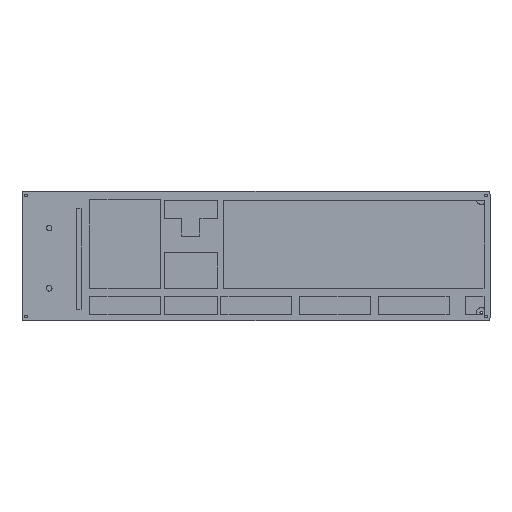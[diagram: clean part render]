
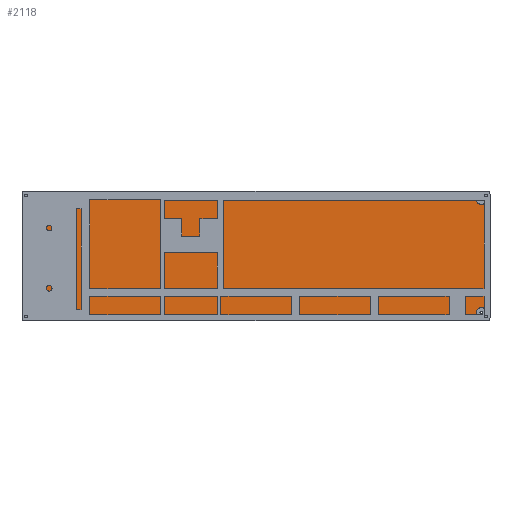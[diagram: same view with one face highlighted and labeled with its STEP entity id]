
A CAD part, top view. The second image highlights one B-rep face of the part: STEP entity #2118.
In plain terms, the highlighted planar face has unit normal (0, 0, 1).
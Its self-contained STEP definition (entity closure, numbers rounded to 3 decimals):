
#87=PLANE('',#2260);
#175=FACE_OUTER_BOUND('',#291,.T.);
#291=EDGE_LOOP('',(#1584,#1585,#1586,#1587,#1588,#1589,#1590,#1591,#1592,
#1593,#1594,#1595));
#425=LINE('',#2998,#669);
#433=LINE('',#3013,#677);
#434=LINE('',#3016,#678);
#442=LINE('',#3031,#686);
#450=LINE('',#3051,#694);
#454=LINE('',#3064,#698);
#465=LINE('',#3090,#709);
#480=LINE('',#3126,#724);
#669=VECTOR('',#2427,10.);
#677=VECTOR('',#2439,10.);
#678=VECTOR('',#2442,10.);
#686=VECTOR('',#2450,10.);
#694=VECTOR('',#2466,10.);
#698=VECTOR('',#2478,10.);
#709=VECTOR('',#2497,10.);
#724=VECTOR('',#2538,10.);
#924=CIRCLE('',#2261,5.202);
#925=CIRCLE('',#2262,5.202);
#926=CIRCLE('',#2263,5.202);
#927=CIRCLE('',#2264,5.202);
#972=VERTEX_POINT('',#2994);
#974=VERTEX_POINT('',#2997);
#978=VERTEX_POINT('',#3009);
#979=VERTEX_POINT('',#3011);
#980=VERTEX_POINT('',#3015);
#987=VERTEX_POINT('',#3029);
#990=VERTEX_POINT('',#3039);
#995=VERTEX_POINT('',#3049);
#999=VERTEX_POINT('',#3061);
#1000=VERTEX_POINT('',#3063);
#1010=VERTEX_POINT('',#3087);
#1011=VERTEX_POINT('',#3089);
#1175=EDGE_CURVE('',#972,#974,#425,.T.);
#1183=EDGE_CURVE('',#979,#978,#433,.T.);
#1184=EDGE_CURVE('',#980,#978,#434,.T.);
#1192=EDGE_CURVE('',#972,#987,#442,.T.);
#1202=EDGE_CURVE('',#990,#995,#450,.T.);
#1208=EDGE_CURVE('',#1000,#999,#454,.T.);
#1221=EDGE_CURVE('',#1011,#1010,#465,.T.);
#1238=EDGE_CURVE('',#987,#990,#924,.T.);
#1239=EDGE_CURVE('',#995,#1011,#925,.T.);
#1240=EDGE_CURVE('',#1010,#1000,#926,.T.);
#1241=EDGE_CURVE('',#999,#980,#927,.T.);
#1242=EDGE_CURVE('',#979,#974,#480,.T.);
#1584=ORIENTED_EDGE('',*,*,#1192,.T.);
#1585=ORIENTED_EDGE('',*,*,#1238,.T.);
#1586=ORIENTED_EDGE('',*,*,#1202,.T.);
#1587=ORIENTED_EDGE('',*,*,#1239,.T.);
#1588=ORIENTED_EDGE('',*,*,#1221,.T.);
#1589=ORIENTED_EDGE('',*,*,#1240,.T.);
#1590=ORIENTED_EDGE('',*,*,#1208,.T.);
#1591=ORIENTED_EDGE('',*,*,#1241,.T.);
#1592=ORIENTED_EDGE('',*,*,#1184,.T.);
#1593=ORIENTED_EDGE('',*,*,#1183,.F.);
#1594=ORIENTED_EDGE('',*,*,#1242,.T.);
#1595=ORIENTED_EDGE('',*,*,#1175,.F.);
#2118=ADVANCED_FACE('',(#175),#87,.T.);
#2260=AXIS2_PLACEMENT_3D('',#3121,#2528,#2529);
#2261=AXIS2_PLACEMENT_3D('',#3122,#2530,#2531);
#2262=AXIS2_PLACEMENT_3D('',#3123,#2532,#2533);
#2263=AXIS2_PLACEMENT_3D('',#3124,#2534,#2535);
#2264=AXIS2_PLACEMENT_3D('',#3125,#2536,#2537);
#2427=DIRECTION('',(0.,-1.,0.));
#2439=DIRECTION('',(0.,1.,0.));
#2442=DIRECTION('',(1.,0.,0.));
#2450=DIRECTION('',(1.,0.,0.));
#2466=DIRECTION('',(0.,1.,0.));
#2478=DIRECTION('',(0.,-1.,0.));
#2497=DIRECTION('',(-1.,0.,0.));
#2528=DIRECTION('center_axis',(0.,0.,1.));
#2529=DIRECTION('ref_axis',(1.,0.,0.));
#2530=DIRECTION('center_axis',(0.,0.,-1.));
#2531=DIRECTION('ref_axis',(1.,0.,0.));
#2532=DIRECTION('center_axis',(0.,0.,-1.));
#2533=DIRECTION('ref_axis',(1.,0.,0.));
#2534=DIRECTION('center_axis',(0.,0.,-1.));
#2535=DIRECTION('ref_axis',(1.,0.,0.));
#2536=DIRECTION('center_axis',(0.,0.,-1.));
#2537=DIRECTION('ref_axis',(1.,0.,0.));
#2538=DIRECTION('',(1.,0.,0.));
#2994=CARTESIAN_POINT('',(49.369,-65.998,0.));
#2997=CARTESIAN_POINT('',(49.369,-68.5,0.));
#2998=CARTESIAN_POINT('',(49.369,-22.756,0.));
#3009=CARTESIAN_POINT('',(38.739,-65.998,0.));
#3011=CARTESIAN_POINT('',(38.739,-68.5,0.));
#3013=CARTESIAN_POINT('',(38.739,-105.998,0.));
#3015=CARTESIAN_POINT('',(-242.934,-65.998,0.));
#3016=CARTESIAN_POINT('',(123.5,-65.998,0.));
#3029=CARTESIAN_POINT('',(242.934,-65.998,0.));
#3031=CARTESIAN_POINT('',(123.5,-65.998,0.));
#3039=CARTESIAN_POINT('',(250.,-58.932,0.));
#3049=CARTESIAN_POINT('',(250.,58.932,0.));
#3051=CARTESIAN_POINT('',(250.,31.499,0.));
#3061=CARTESIAN_POINT('',(-250.,-58.932,0.));
#3063=CARTESIAN_POINT('',(-250.,58.932,0.));
#3064=CARTESIAN_POINT('',(-250.,-31.499,0.));
#3087=CARTESIAN_POINT('',(-242.934,65.997,0.));
#3089=CARTESIAN_POINT('',(242.934,65.998,0.));
#3090=CARTESIAN_POINT('',(-123.5,65.998,0.));
#3121=CARTESIAN_POINT('Origin',(0.,0.,0.));
#3122=CARTESIAN_POINT('Origin',(245.443,-61.441,0.));
#3123=CARTESIAN_POINT('Origin',(245.443,61.441,0.));
#3124=CARTESIAN_POINT('Origin',(-245.443,61.441,0.));
#3125=CARTESIAN_POINT('Origin',(-245.443,-61.441,0.));
#3126=CARTESIAN_POINT('',(-252.5,-68.5,0.));
